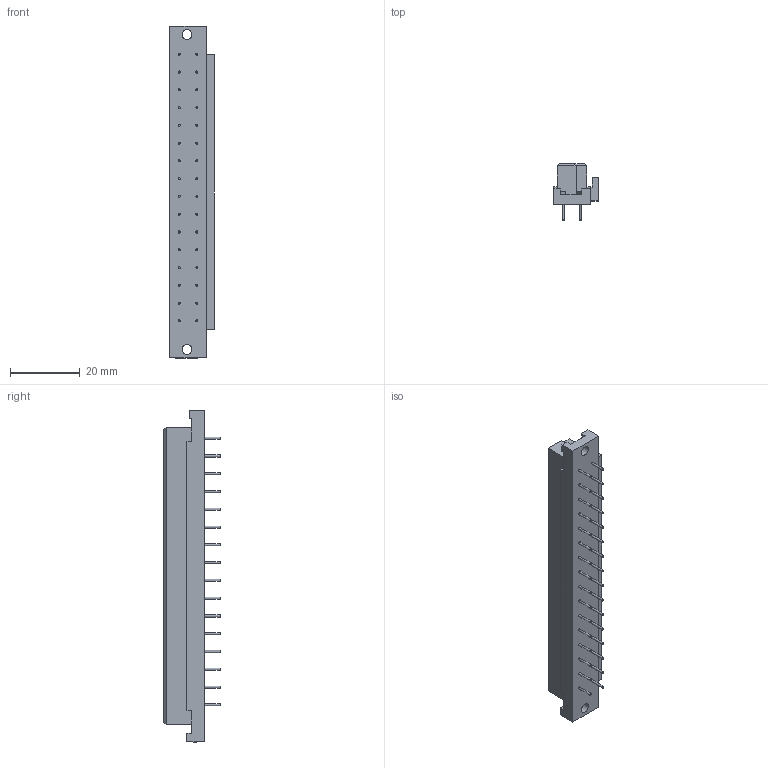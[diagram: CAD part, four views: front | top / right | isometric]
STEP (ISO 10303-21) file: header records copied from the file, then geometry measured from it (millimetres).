
FILE_DESCRIPTION(/* description */ (''),/* implementation_level */ '2;1');
FILE_NAME(/* name */ '100083151ugm000_b.stp',/* time_stamp */ '2016-07-01T13:30:22+02:00',/* author */ (''),/* organization */ (''),/* preprocessor_version */ 'ST-DEVELOPER v16',/* originating_system */ 'SIEMENS PLM Software NX 10.0',/* authorisation */ '');
FILE_SCHEMA (('AUTOMOTIVE_DESIGN { 1 0 10303 214 3 1 1 1 }'));
Length unit declared in the file: millimetre
Products named in the file (1): 100083151ugm000_b
Bounding box: 12.75 x 16.1 x 94.9 mm (x, y, z)
Volume: 10134.9 mm3; surface area: 5862.9 mm2
Topology: 1 solids, 1 shells, 442 faces, 1148 edges, 763 vertices
Faces by surface type: plane 408, cylinder 34
Full cylindrical faces by diameter (mm): 0.6 x32, 2.8 x2
Entity records: 14822 total; most frequent: CARTESIAN_POINT 2320, ORIENTED_EDGE 2228, DIRECTION 2068, EDGE_CURVE 1114, LINE 1046, VECTOR 1046, VERTEX_POINT 760, EDGE_LOOP 556
